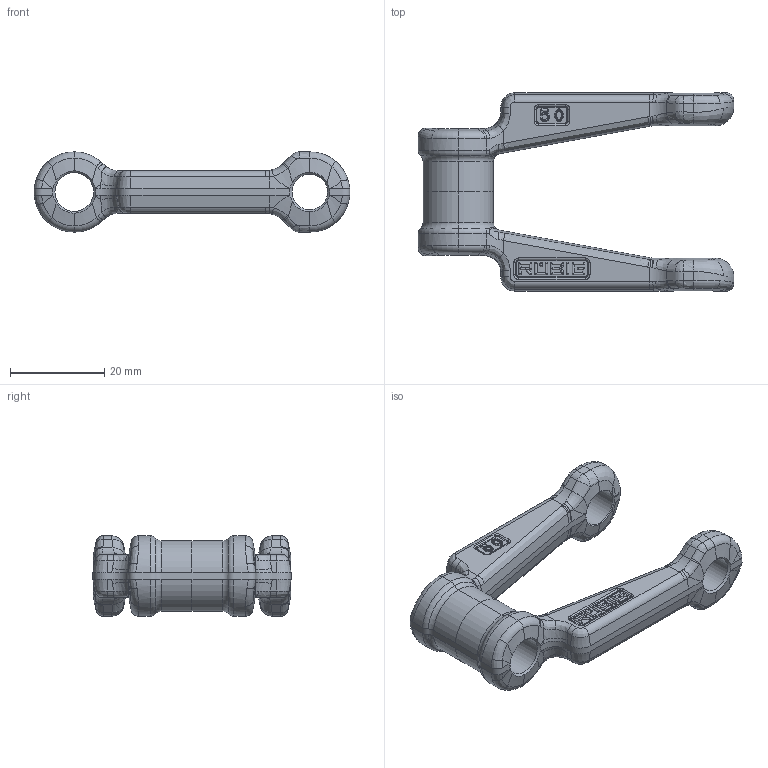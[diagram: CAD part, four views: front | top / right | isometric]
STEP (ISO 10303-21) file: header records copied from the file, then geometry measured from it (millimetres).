
FILE_DESCRIPTION(/* description */ (''),/* implementation_level */ '2;1');
FILE_NAME(/* name */ 'Schwerlast_Kettenglied_T50.stp',/* time_stamp */ '2018-05-15T12:18:39+02:00',/* author */ (''),/* organization */ (''),/* preprocessor_version */ 'ST-DEVELOPER v16',/* originating_system */ 'SIEMENS PLM Software NX 11.0',/* authorisation */ '');
FILE_SCHEMA (('AUTOMOTIVE_DESIGN { 1 0 10303 214 3 1 1 1 }'));
Length unit declared in the file: millimetre
Products named in the file (1): haid4D58FB8Argk9
Bounding box: 66.84 x 42 x 17 mm (x, y, z)
Volume: 11299.6 mm3; surface area: 5994.1 mm2
Topology: 1 solids, 1 shells, 717 faces, 1772 edges, 1031 vertices
Faces by surface type: plane 204, cylinder 199, bspline 178, torus 62, cone 38, sphere 36
Full cylindrical faces by diameter (mm): 7.5 x1, 8 x1, 8.2 x1
Entity records: 35742 total; most frequent: CARTESIAN_POINT 18643, ORIENTED_EDGE 3410, DIRECTION 2745, EDGE_CURVE 1705, AXIS2_PLACEMENT_3D 1058, VERTEX_POINT 1009, EDGE_LOOP 742, ADVANCED_FACE 717
